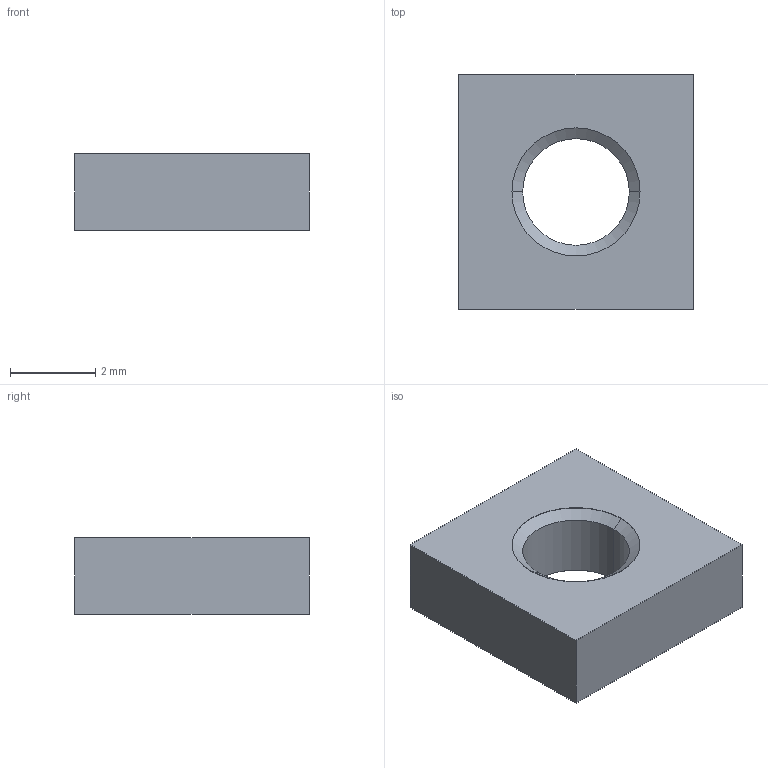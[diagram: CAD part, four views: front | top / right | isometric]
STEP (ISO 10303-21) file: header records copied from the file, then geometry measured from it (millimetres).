
FILE_DESCRIPTION (( 'STEP AP214' ), '1' );
FILE_NAME ('1213-Z1P-B.STEP', '2015-10-06T09:24:24', ( '' ), ( '' ), 'SwSTEP 2.0', 'SolidWorks 2015', '' );
FILE_SCHEMA (( 'AUTOMOTIVE_DESIGN' ));
Length unit declared in the file: millimetre
Products named in the file (1): 1213-Z1P-B
Bounding box: 5.5 x 5.5 x 1.8 mm (x, y, z)
Volume: 45.2 mm3; surface area: 102.7 mm2
Topology: 1 solids, 1 shells, 16 faces, 34 edges, 20 vertices
Faces by surface type: cylinder 6, plane 6, cone 4
Entity records: 464 total; most frequent: DIRECTION 80, CARTESIAN_POINT 71, ORIENTED_EDGE 68, EDGE_CURVE 34, AXIS2_PLACEMENT_3D 29, LINE 22, VECTOR 22, VERTEX_POINT 20
